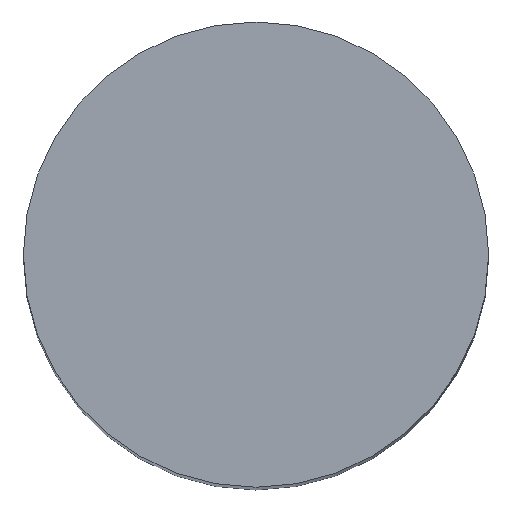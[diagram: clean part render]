
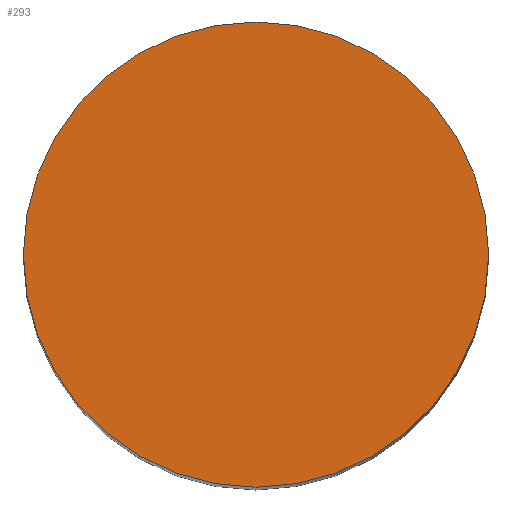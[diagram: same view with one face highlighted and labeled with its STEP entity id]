
A CAD part, top view. The second image highlights one B-rep face of the part: STEP entity #293.
In plain terms, the highlighted planar face has unit normal (0, 0, 1).
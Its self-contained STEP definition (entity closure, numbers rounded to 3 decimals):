
#28 = AXIS2_PLACEMENT_3D ( 'NONE', #59, #58, #49 ) ;
#34 = AXIS2_PLACEMENT_3D ( 'NONE', #97, #96, #95 ) ;
#49 = DIRECTION ( 'NONE',  ( -1., 0., 0. ) ) ;
#54 = PLANE ( 'NONE',  #28 ) ;
#58 = DIRECTION ( 'NONE',  ( 0., 0., 1. ) ) ;
#59 = CARTESIAN_POINT ( 'NONE',  ( 0., 0., 20. ) ) ;
#61 = VERTEX_POINT ( 'NONE', #240 ) ;
#65 = VERTEX_POINT ( 'NONE', #239 ) ;
#70 = FACE_OUTER_BOUND ( 'NONE', #190, .T. ) ;
#92 = CIRCLE ( 'NONE', #34, 2.95 ) ;
#95 = DIRECTION ( 'NONE',  ( -1., 0., 0. ) ) ;
#96 = DIRECTION ( 'NONE',  ( 0., 0., -1. ) ) ;
#97 = CARTESIAN_POINT ( 'NONE',  ( 0., 0., 20. ) ) ;
#126 = CIRCLE ( 'NONE', #208, 2.95 ) ;
#159 = ORIENTED_EDGE ( 'NONE', *, *, #199, .F. ) ;
#175 = CARTESIAN_POINT ( 'NONE',  ( 0., 0., 20. ) ) ;
#185 = DIRECTION ( 'NONE',  ( 1., 0., 0. ) ) ;
#188 = DIRECTION ( 'NONE',  ( 0., 0., -1. ) ) ;
#190 = EDGE_LOOP ( 'NONE', ( #159, #287 ) ) ;
#199 = EDGE_CURVE ( 'NONE', #65, #61, #126, .T. ) ;
#208 = AXIS2_PLACEMENT_3D ( 'NONE', #175, #188, #185 ) ;
#239 = CARTESIAN_POINT ( 'NONE',  ( 2.95, 0., 20. ) ) ;
#240 = CARTESIAN_POINT ( 'NONE',  ( -2.95, 0., 20. ) ) ;
#262 = EDGE_CURVE ( 'NONE', #61, #65, #92, .T. ) ;
#287 = ORIENTED_EDGE ( 'NONE', *, *, #262, .F. ) ;
#293 = ADVANCED_FACE ( 'NONE', ( #70 ), #54, .T. ) ;
